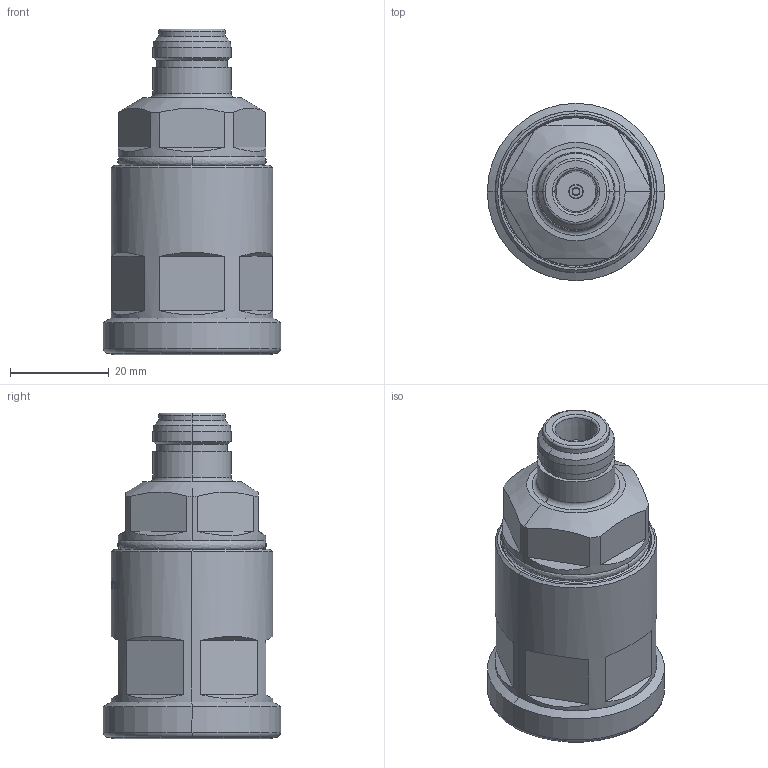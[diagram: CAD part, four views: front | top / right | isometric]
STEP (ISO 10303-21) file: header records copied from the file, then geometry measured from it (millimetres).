
FILE_DESCRIPTION (( 'STEP AP214' ), '1' );
FILE_NAME ('J01021A0201.STEP', '2015-03-16T15:46:43', ( '' ), ( '' ), 'SwSTEP 2.0', 'SolidWorks 2014', '' );
FILE_SCHEMA (( 'AUTOMOTIVE_DESIGN' ));
Length unit declared in the file: millimetre
Products named in the file (1): J01021A0201
Bounding box: 36 x 36 x 66.17 mm (x, y, z)
Volume: 42436.5 mm3; surface area: 8967.8 mm2
Topology: 2 solids, 2 shells, 301 faces, 749 edges, 484 vertices
Faces by surface type: plane 112, bspline 87, cylinder 58, cone 34, torus 10
Entity records: 20142 total; most frequent: CARTESIAN_POINT 10399, ORIENTED_EDGE 1498, DIRECTION 1044, EDGE_CURVE 749, VERTEX_POINT 484, AXIS2_PLACEMENT_3D 399, EDGE_LOOP 335, UNCERTAINTY_MEASURE_WITH_UNIT 303
